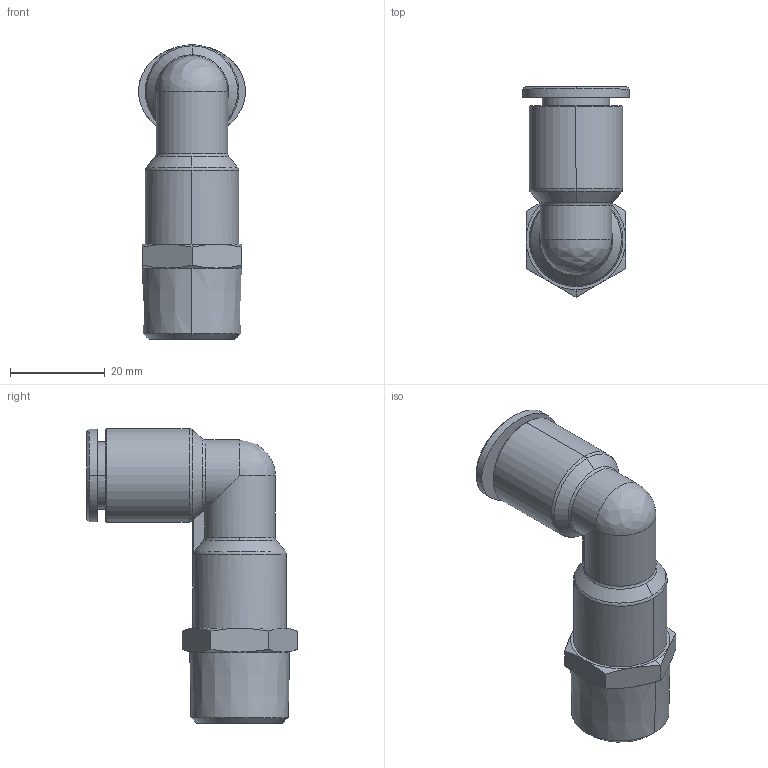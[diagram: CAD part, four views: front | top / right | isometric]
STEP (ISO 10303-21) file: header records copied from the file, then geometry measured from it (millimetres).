
FILE_DESCRIPTION (( 'STEP AP214' ), '1' );
FILE_NAME ('PLLP12-04.STEP', '2015-09-16T07:14:30', ( '' ), ( '' ), 'SwSTEP 2.0', 'SolidWorks 2015', '' );
FILE_SCHEMA (( 'AUTOMOTIVE_DESIGN' ));
Length unit declared in the file: millimetre
Products named in the file (2): PLLP12-04; ~~~~~~~~~~~~~ｦ+ﾃｦ1
Assembly tree (1 placements, depth 2):
  PLLP12-04
    ~~~~~~~~~~~~~ｦ+ﾃｦ1
Bounding box: 22.5 x 44.32 x 62.05 mm (x, y, z)
Volume: 17974.2 mm3; surface area: 7619.5 mm2
Topology: 1 solids, 1 shells, 411 faces, 1156 edges, 761 vertices
Faces by surface type: plane 347, cone 32, bspline 13, cylinder 13, torus 6
Entity records: 14597 total; most frequent: CARTESIAN_POINT 3371, ORIENTED_EDGE 2310, DIRECTION 1979, EDGE_CURVE 1155, VECTOR 1011, LINE 1011, VERTEX_POINT 761, AXIS2_PLACEMENT_3D 484
